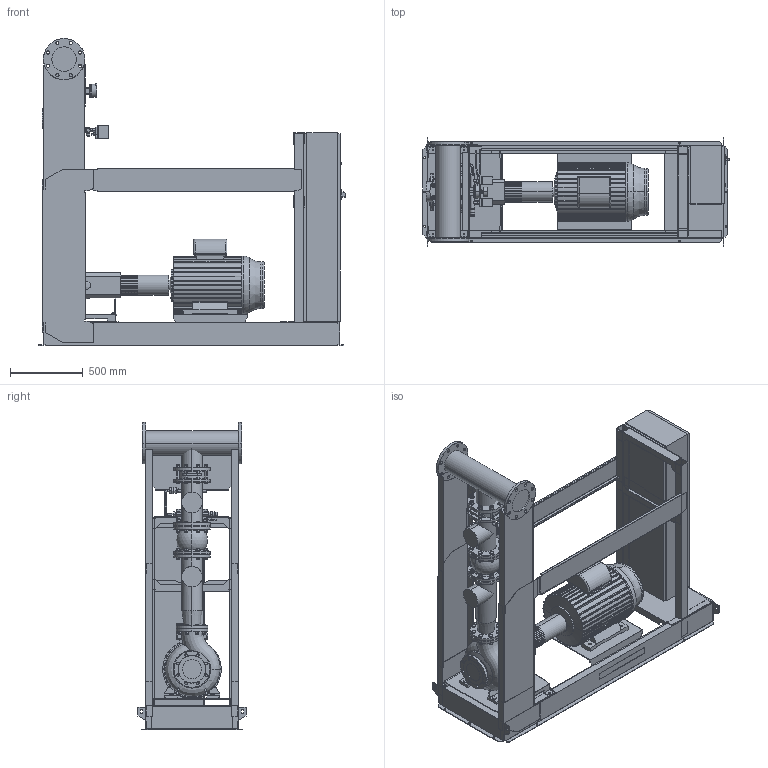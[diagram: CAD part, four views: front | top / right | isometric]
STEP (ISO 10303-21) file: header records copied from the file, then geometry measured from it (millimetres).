
FILE_DESCRIPTION((''),'2;1');
FILE_NAME('3d_Sifire-EN-100_200-183-30E-4183699.stp','2015-05-26T07:17:26',(''),(''),'Mechanical Desktop 2009','Mechanical Desktop 2009',', , ');
FILE_SCHEMA(('CONFIG_CONTROL_DESIGN'));
Length unit declared in the file: millimetre
Products named in the file (1): Product
Bounding box: 2105.5 x 744 x 2112.5 mm (x, y, z)
Volume: 313415962.7 mm3; surface area: 22458430.8 mm2
Topology: 144 solids, 144 shells, 3421 faces, 8287 edges, 5219 vertices
Faces by surface type: plane 1262, bspline 1017, cylinder 650, cone 428, torus 56, sphere 8
Entity records: 109185 total; most frequent: CARTESIAN_POINT 34453, ORIENTED_EDGE 16562, DIRECTION 14137, EDGE_CURVE 8281, VERTEX_POINT 5218, AXIS2_PLACEMENT_3D 4962, VECTOR 4213, LINE 4213
